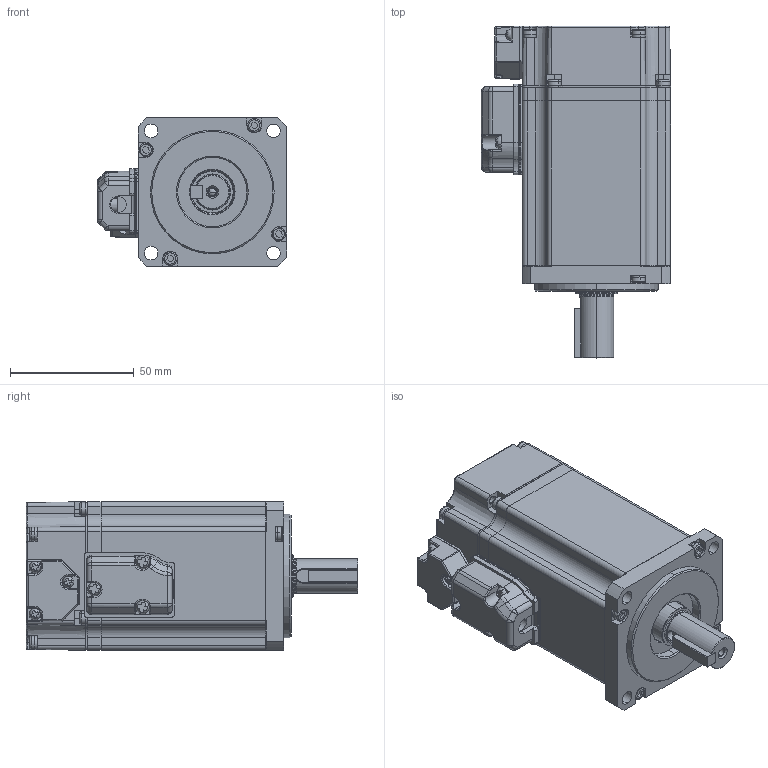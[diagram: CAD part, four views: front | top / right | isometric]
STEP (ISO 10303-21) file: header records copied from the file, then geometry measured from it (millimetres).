
FILE_DESCRIPTION (( 'STEP AP203' ), '1' );
FILE_NAME ('EM1-400W-K.STEP', '2019-10-09T03:05:47', ( '' ), ( '' ), 'SwSTEP 2.0', 'SolidWorks 2015', '' );
FILE_SCHEMA (( 'CONFIG_CONTROL_DESIGN' ));
Length unit declared in the file: millimetre
Products named in the file (1): EM1-400W-K
Bounding box: 76.55 x 134.2 x 60.1 mm (x, y, z)
Surface area: 47035.9 mm2 (no closed solid volume)
Topology: 0 solids, 37 shells, 725 faces, 2347 edges, 1613 vertices
Faces by surface type: plane 322, cylinder 219, cone 71, torus 64, sphere 29, bspline 20
Entity records: 27867 total; most frequent: CARTESIAN_POINT 7246, DIRECTION 4499, ORIENTED_EDGE 3896, EDGE_CURVE 2308, AXIS2_PLACEMENT_3D 1639, VERTEX_POINT 1601, VECTOR 1221, LINE 1221
